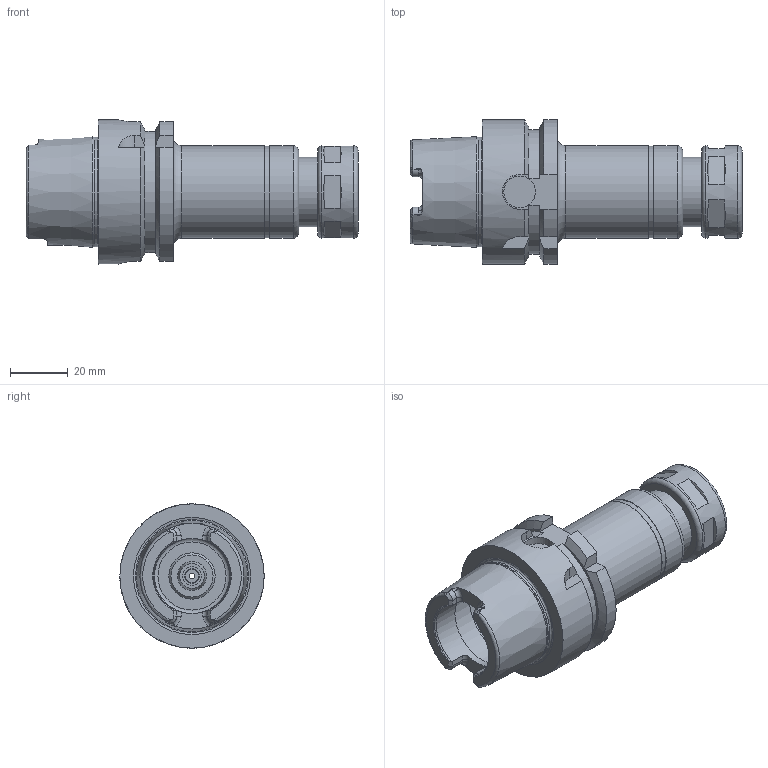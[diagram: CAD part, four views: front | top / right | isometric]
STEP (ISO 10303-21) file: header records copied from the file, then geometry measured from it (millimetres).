
FILE_DESCRIPTION((''),'2;1');
FILE_NAME('536014112090-3D.stp','2020-01-07T14:49:18',('nttooll'),(''),'Autodesk Inventor 2012','Autodesk Inventor 2012','');
FILE_SCHEMA(('AUTOMOTIVE_DESIGN { 1 0 10303 214 1 1 1 1 }'));
Length unit declared in the file: millimetre
Products named in the file (1): 536014112090-3D
Bounding box: 115 x 50 x 50 mm (x, y, z)
Volume: 89446.5 mm3; surface area: 27208 mm2
Topology: 1 solids, 1 shells, 184 faces, 412 edges, 259 vertices
Faces by surface type: plane 85, cylinder 52, cone 29, torus 18
Full cylindrical faces by diameter (mm): 2 x1, 4.5 x1, 5 x1, 6.4 x1, 6.5 x1, 9.5 x1, 9.57 x1, 10 x1, 11 x1, 12.8 x2, 12.9 x1, 13.3 x1, 14 x2, 14.5 x1, 16 x1, 17 x1, 18.2 x1, 20.5 x1, 24 x2, 26 x1, 26.6 x1, 31.6 x1, 32 x4, 37.9 x1, 50 x1
Entity records: 4964 total; most frequent: CARTESIAN_POINT 1043, DIRECTION 850, ORIENTED_EDGE 702, AXIS2_PLACEMENT_3D 358, EDGE_CURVE 351, EDGE_LOOP 270, VERTEX_POINT 253, FACE_OUTER_BOUND 184
